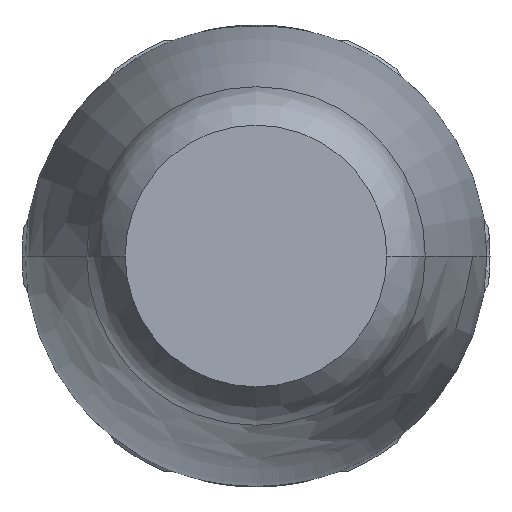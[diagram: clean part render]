
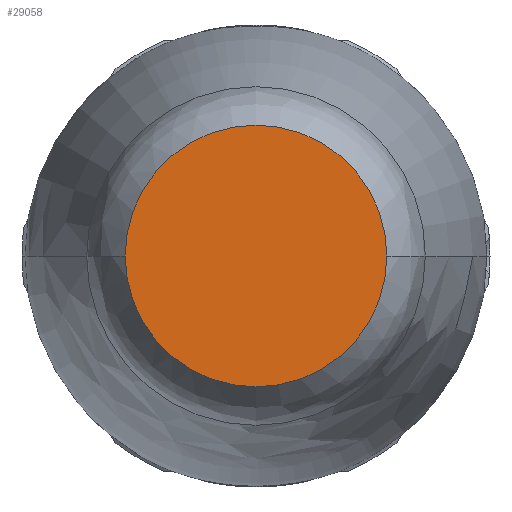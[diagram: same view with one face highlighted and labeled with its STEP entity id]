
A CAD part, front view. The second image highlights one B-rep face of the part: STEP entity #29058.
In plain terms, the highlighted planar face has unit normal (0, -1, 0).
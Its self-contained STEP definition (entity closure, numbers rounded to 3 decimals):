
#13120=CARTESIAN_POINT('',(0.,-39.9,0.));
#13121=DIRECTION('',(0.,-1.,0.));
#13122=DIRECTION('',(1.,0.,0.));
#13123=AXIS2_PLACEMENT_3D('',#13120,#13121,#13122);
#13128=CARTESIAN_POINT('',(0.,-39.9,0.));
#13129=DIRECTION('',(0.,1.,0.));
#13130=DIRECTION('',(1.,0.,0.));
#13131=AXIS2_PLACEMENT_3D('',#13128,#13129,#13130);
#15315=CARTESIAN_POINT('',(-4.25,-39.9,0.));
#15317=VERTEX_POINT('',#15315);
#15319=CARTESIAN_POINT('',(4.25,-39.9,0.));
#15321=VERTEX_POINT('',#15319);
#29049=CARTESIAN_POINT('',(0.,-39.9,0.));
#29050=DIRECTION('',(0.,1.,0.));
#29051=DIRECTION('',(1.,0.,0.));
#29052=AXIS2_PLACEMENT_3D('',#29049,#29050,#29051);
#29053=PLANE('',#29052);
#29054=ORIENTED_EDGE('',*,*,#28993,.F.);
#29055=ORIENTED_EDGE('',*,*,#29035,.T.);
#29056=EDGE_LOOP('',(#29054,#29055));
#29057=FACE_OUTER_BOUND('',#29056,.F.);
#29058=ADVANCED_FACE('',(#29057),#29053,.F.);
#13124=CIRCLE('',#13123,4.25);
#13132=CIRCLE('',#13131,4.25);
#28993=EDGE_CURVE('',#15321,#15317,#13124,.T.);
#29035=EDGE_CURVE('',#15321,#15317,#13132,.T.);
